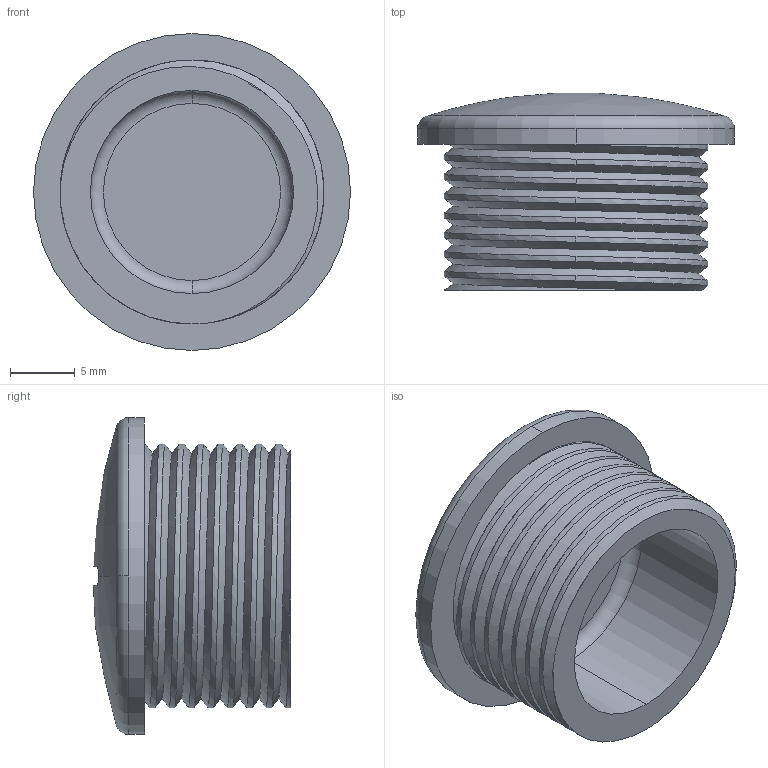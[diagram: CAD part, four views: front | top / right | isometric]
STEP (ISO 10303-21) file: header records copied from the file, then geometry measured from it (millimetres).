
FILE_DESCRIPTION (( 'STEP AP203' ), '1' );
FILE_NAME ('9093.STEP', '2020-07-28T17:29:32', ( '' ), ( '' ), 'SwSTEP 2.0', 'SolidWorks 2011', '' );
FILE_SCHEMA (( 'CONFIG_CONTROL_DESIGN' ));
Length unit declared in the file: millimetre
Products named in the file (1): 9093
Bounding box: 24.5 x 15.24 x 24.5 mm (x, y, z)
Volume: 3087.7 mm3; surface area: 2612.9 mm2
Topology: 1 solids, 2 shells, 42 faces, 104 edges, 68 vertices
Faces by surface type: cylinder 23, plane 9, torus 4, bspline 4, sphere 2
Entity records: 2865 total; most frequent: CARTESIAN_POINT 1899, ORIENTED_EDGE 208, DIRECTION 166, EDGE_CURVE 104, VERTEX_POINT 68, AXIS2_PLACEMENT_3D 67, EDGE_LOOP 44, FACE_OUTER_BOUND 42
